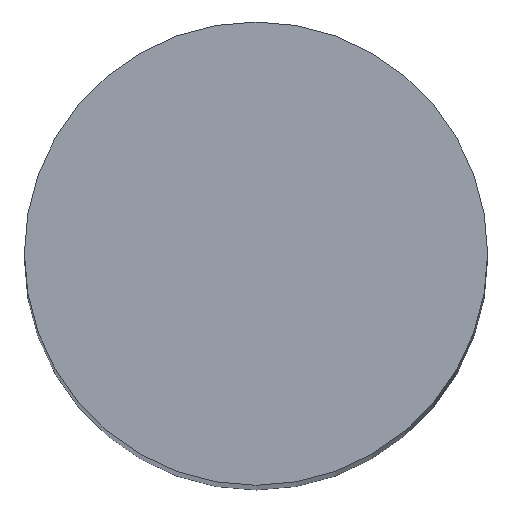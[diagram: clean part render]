
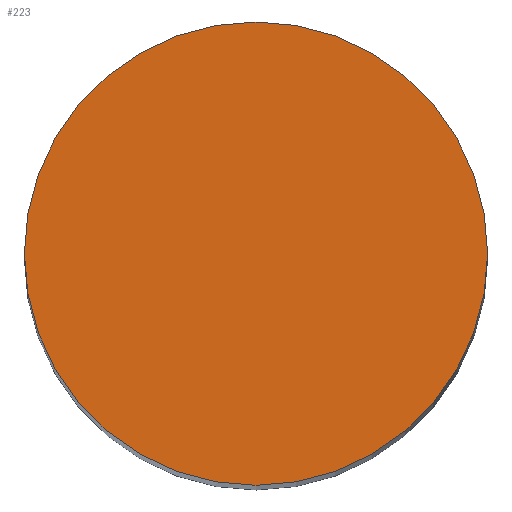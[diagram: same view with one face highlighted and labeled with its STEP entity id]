
A CAD part, top view. The second image highlights one B-rep face of the part: STEP entity #223.
In plain terms, the highlighted planar face has unit normal (0, 0, 1).
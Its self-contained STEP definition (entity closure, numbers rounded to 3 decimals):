
#215=EDGE_CURVE('240[2]',#525,#525,#526,.T.);
#223=ADVANCED_FACE('240[2]',(#536),#537,.T.);
#525=VERTEX_POINT('NONE',#964);
#526=CIRCLE('',#965,5.);
#536=FACE_OUTER_BOUND('',#979,.T.);
#537=PLANE('',#980);
#964=CARTESIAN_POINT('',(0.,5.,77.954));
#965=AXIS2_PLACEMENT_3D('',#1594,#1595,#1596);
#979=EDGE_LOOP('',(#1609));
#980=AXIS2_PLACEMENT_3D('',#1610,#1611,#1612);
#1594=CARTESIAN_POINT('',(0.0,0.0,77.954));
#1595=DIRECTION('',(0.,0.,-1.0));
#1596=DIRECTION('',(0.,-1.0,0.));
#1609=ORIENTED_EDGE('',*,*,#215,.F.);
#1610=CARTESIAN_POINT('',(0.0,-2.5,77.954));
#1611=DIRECTION('',(0.,0.,1.0));
#1612=DIRECTION('',(0.,1.0,0.0));
